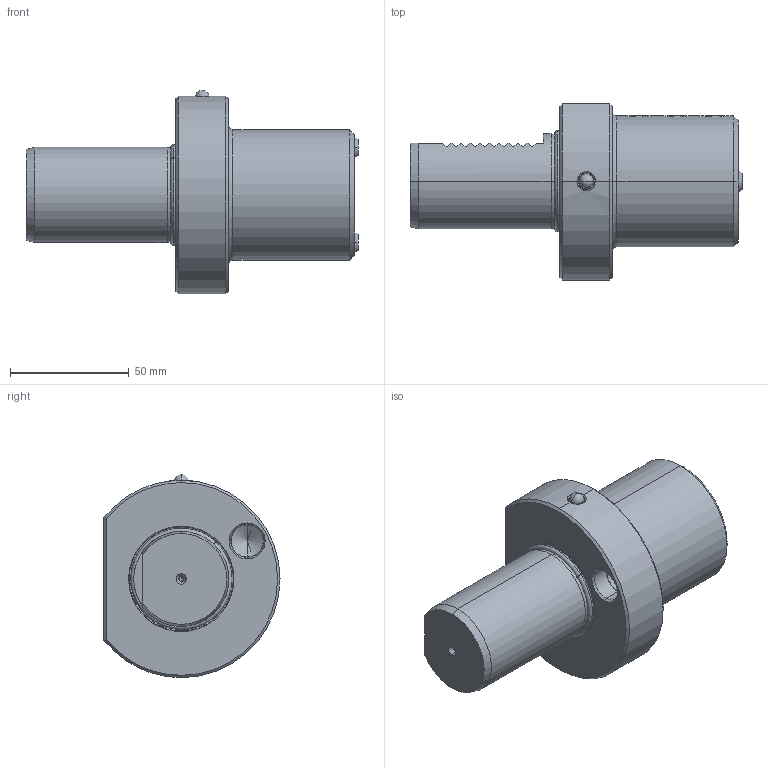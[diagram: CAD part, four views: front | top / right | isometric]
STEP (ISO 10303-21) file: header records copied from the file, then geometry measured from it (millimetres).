
FILE_DESCRIPTION (( 'STEP AP203' ), '1' );
FILE_NAME ('409.52.25.STEP', '2016-11-26T06:53:50', ( '' ), ( '' ), 'SwSTEP 2.0', 'SolidWorks 2012', '' );
FILE_SCHEMA (( 'CONFIG_CONTROL_DESIGN' ));
Length unit declared in the file: millimetre
Products named in the file (8): 皿頭_M4xP0.7x8L; 管螺文螺絲; 409.52.25; O型環38.7; M10xP1.5x16; 2-44100006N4出水銅嘴; 7止水鉚珠; VDI40        E2_25
Assembly tree (11 placements, depth 2):
  409.52.25
    VDI40        E2_25
    2-44100006N4出水銅嘴  x2
    M10xP1.5x16  x3
    7止水鉚珠
    O型環38.7
    皿頭_M4xP0.7x8L  x2
    管螺文螺絲
Bounding box: 139.57 x 74 x 85.47 mm (x, y, z)
Volume: 271490.8 mm3; surface area: 50601.1 mm2
Topology: 12 solids, 12 shells, 666 faces, 1778 edges, 1121 vertices
Faces by surface type: cylinder 298, cone 193, plane 111, bspline 44, torus 14, sphere 6
Entity records: 44611 total; most frequent: CARTESIAN_POINT 32029, ORIENTED_EDGE 2792, DIRECTION 2061, EDGE_CURVE 1396, VERTEX_POINT 878, AXIS2_PLACEMENT_3D 781, EDGE_LOOP 558, FACE_OUTER_BOUND 536
